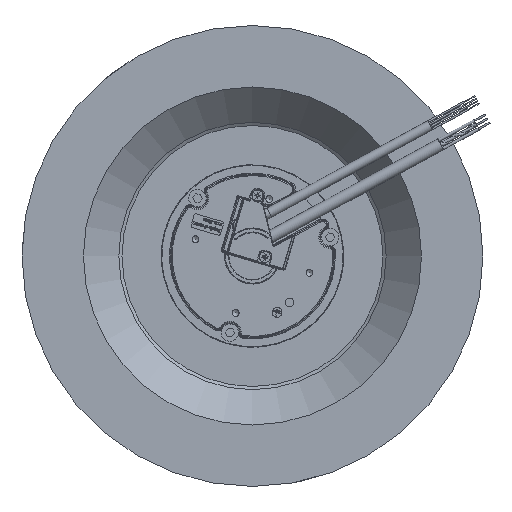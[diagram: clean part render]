
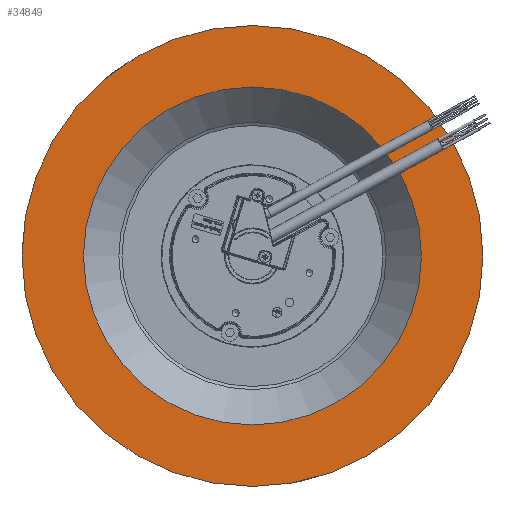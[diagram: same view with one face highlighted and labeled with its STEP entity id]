
A CAD part, front view. The second image highlights one B-rep face of the part: STEP entity #34849.
In plain terms, the highlighted planar face has unit normal (0, -1, 0).
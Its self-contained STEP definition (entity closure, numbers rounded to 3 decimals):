
#74 = EDGE_CURVE ( 'NONE', #1069, #1069, #52695, .T. ) ;
#1069 = VERTEX_POINT ( 'NONE', #27039 ) ;
#2359 = DIRECTION ( 'NONE',  ( 0., 1., 0. ) ) ;
#10017 = ORIENTED_EDGE ( 'NONE', *, *, #74, .T. ) ;
#12836 = FACE_BOUND ( 'NONE', #45861, .T. ) ;
#13506 = DIRECTION ( 'NONE',  ( 0., 1., 0. ) ) ;
#19036 = AXIS2_PLACEMENT_3D ( 'NONE', #28619, #13506, #60843 ) ;
#23912 = CARTESIAN_POINT ( 'NONE',  ( 0., 0., 82.5 ) ) ;
#27039 = CARTESIAN_POINT ( 'NONE',  ( 0., 0., -112.5 ) ) ;
#28619 = CARTESIAN_POINT ( 'NONE',  ( 0., 0., 0. ) ) ;
#30218 = VERTEX_POINT ( 'NONE', #23912 ) ;
#33370 = CIRCLE ( 'NONE', #60231, 82.5 ) ;
#34849 = ADVANCED_FACE ( 'NONE', ( #39453, #12836 ), #39105, .F. ) ;
#38617 = EDGE_LOOP ( 'NONE', ( #10017 ) ) ;
#39105 = PLANE ( 'NONE',  #19036 ) ;
#39453 = FACE_OUTER_BOUND ( 'NONE', #38617, .T. ) ;
#40217 = DIRECTION ( 'NONE',  ( 0., 0., 1. ) ) ;
#40255 = ORIENTED_EDGE ( 'NONE', *, *, #60829, .T. ) ;
#45836 = CARTESIAN_POINT ( 'NONE',  ( 0., 0., 0. ) ) ;
#45861 = EDGE_LOOP ( 'NONE', ( #40255 ) ) ;
#50674 = DIRECTION ( 'NONE',  ( 0., 0., -1. ) ) ;
#51023 = CARTESIAN_POINT ( 'NONE',  ( 0., 0., 0. ) ) ;
#52695 = CIRCLE ( 'NONE', #59421, 112.5 ) ;
#59421 = AXIS2_PLACEMENT_3D ( 'NONE', #51023, #60501, #50674 ) ;
#60231 = AXIS2_PLACEMENT_3D ( 'NONE', #45836, #2359, #40217 ) ;
#60501 = DIRECTION ( 'NONE',  ( 0., -1., 0. ) ) ;
#60829 = EDGE_CURVE ( 'NONE', #30218, #30218, #33370, .T. ) ;
#60843 = DIRECTION ( 'NONE',  ( 0., 0., 1. ) ) ;
